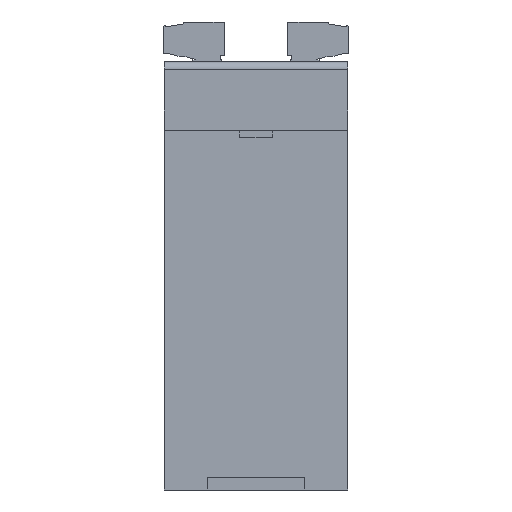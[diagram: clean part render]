
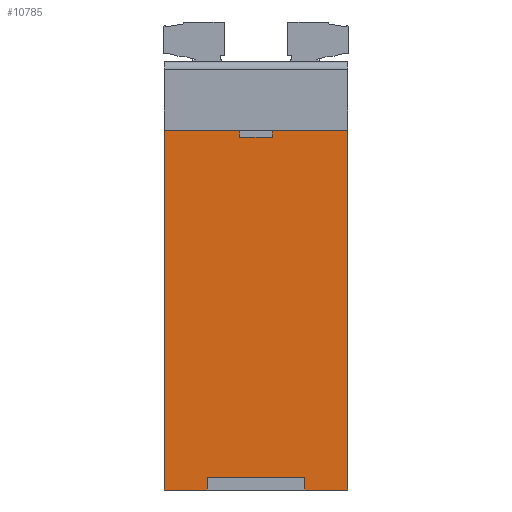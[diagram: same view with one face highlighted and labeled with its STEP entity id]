
A CAD part, left-side view. The second image highlights one B-rep face of the part: STEP entity #10785.
In plain terms, the highlighted planar face has unit normal (-1, 0, 0).
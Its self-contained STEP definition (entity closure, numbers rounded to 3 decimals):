
#300 = CARTESIAN_POINT ( 'NONE',  ( -37.5, -22.5, 0. ) ) ;
#535 = LINE ( 'NONE', #27887, #21881 ) ;
#747 = ORIENTED_EDGE ( 'NONE', *, *, #16877, .T. ) ;
#905 = CARTESIAN_POINT ( 'NONE',  ( -37.5, 22.5, 88. ) ) ;
#1334 = CARTESIAN_POINT ( 'NONE',  ( -37.5, 12., 3. ) ) ;
#1449 = EDGE_CURVE ( 'NONE', #6122, #25350, #23190, .T. ) ;
#1761 = PLANE ( 'NONE',  #9426 ) ;
#2605 = CARTESIAN_POINT ( 'NONE',  ( -37.5, 4., 86.5 ) ) ;
#2816 = DIRECTION ( 'NONE',  ( 0., -1., 0. ) ) ;
#3893 = DIRECTION ( 'NONE',  ( 0., 0., -1. ) ) ;
#3971 = CARTESIAN_POINT ( 'NONE',  ( -37.5, -22.5, 88. ) ) ;
#5017 = EDGE_CURVE ( 'NONE', #15895, #15233, #5334, .T. ) ;
#5099 = DIRECTION ( 'NONE',  ( 0., -1., 0. ) ) ;
#5334 = LINE ( 'NONE', #26147, #8782 ) ;
#6065 = CARTESIAN_POINT ( 'NONE',  ( -37.5, -22.5, 88. ) ) ;
#6122 = VERTEX_POINT ( 'NONE', #16161 ) ;
#6344 = VECTOR ( 'NONE', #3893, 1000. ) ;
#6375 = ORIENTED_EDGE ( 'NONE', *, *, #8748, .F. ) ;
#6751 = VERTEX_POINT ( 'NONE', #7068 ) ;
#7068 = CARTESIAN_POINT ( 'NONE',  ( -37.5, -4., 88. ) ) ;
#7520 = VECTOR ( 'NONE', #2816, 1000. ) ;
#7916 = ORIENTED_EDGE ( 'NONE', *, *, #10308, .F. ) ;
#8087 = ORIENTED_EDGE ( 'NONE', *, *, #13098, .T. ) ;
#8115 = LINE ( 'NONE', #26651, #19535 ) ;
#8144 = LINE ( 'NONE', #10693, #6344 ) ;
#8211 = DIRECTION ( 'NONE',  ( 0., -1., 0. ) ) ;
#8258 = ORIENTED_EDGE ( 'NONE', *, *, #17979, .F. ) ;
#8262 = DIRECTION ( 'NONE',  ( 1., 0., 0. ) ) ;
#8335 = ORIENTED_EDGE ( 'NONE', *, *, #19543, .F. ) ;
#8463 = DIRECTION ( 'NONE',  ( 0., 0., -1. ) ) ;
#8748 = EDGE_CURVE ( 'NONE', #24905, #18290, #19821, .T. ) ;
#8782 = VECTOR ( 'NONE', #8211, 1000. ) ;
#9168 = EDGE_CURVE ( 'NONE', #15895, #6122, #28660, .T. ) ;
#9285 = CARTESIAN_POINT ( 'NONE',  ( -37.5, 22.5, 0. ) ) ;
#9426 = AXIS2_PLACEMENT_3D ( 'NONE', #20017, #8262, #29104 ) ;
#9437 = ORIENTED_EDGE ( 'NONE', *, *, #1449, .F. ) ;
#9557 = DIRECTION ( 'NONE',  ( 0., -1., 0. ) ) ;
#10308 = EDGE_CURVE ( 'NONE', #25350, #19238, #535, .T. ) ;
#10693 = CARTESIAN_POINT ( 'NONE',  ( -37.5, -22.5, 0. ) ) ;
#10740 = EDGE_CURVE ( 'NONE', #18290, #24841, #8115, .T. ) ;
#10785 = ADVANCED_FACE ( 'NONE', ( #13373 ), #1761, .F. ) ;
#10936 = EDGE_CURVE ( 'NONE', #24841, #14212, #14260, .T. ) ;
#10992 = VECTOR ( 'NONE', #9557, 1000. ) ;
#11434 = CARTESIAN_POINT ( 'NONE',  ( -37.5, -22.5, 3. ) ) ;
#11516 = VECTOR ( 'NONE', #8463, 1000. ) ;
#11854 = VERTEX_POINT ( 'NONE', #9285 ) ;
#12685 = ORIENTED_EDGE ( 'NONE', *, *, #10936, .F. ) ;
#12699 = ORIENTED_EDGE ( 'NONE', *, *, #5017, .T. ) ;
#12792 = CARTESIAN_POINT ( 'NONE',  ( -37.5, -12., 0. ) ) ;
#13086 = DIRECTION ( 'NONE',  ( 0., 0., 1. ) ) ;
#13098 = EDGE_CURVE ( 'NONE', #24905, #11854, #19338, .T. ) ;
#13373 = FACE_OUTER_BOUND ( 'NONE', #14606, .T. ) ;
#13832 = ORIENTED_EDGE ( 'NONE', *, *, #10740, .F. ) ;
#14212 = VERTEX_POINT ( 'NONE', #16102 ) ;
#14260 = LINE ( 'NONE', #23458, #7520 ) ;
#14302 = LINE ( 'NONE', #25915, #15351 ) ;
#14606 = EDGE_LOOP ( 'NONE', ( #8087, #747, #7916, #9437, #26153, #12699, #24926, #8258, #8335, #12685, #13832, #6375 ) ) ;
#15233 = VERTEX_POINT ( 'NONE', #18304 ) ;
#15351 = VECTOR ( 'NONE', #27590, 1000. ) ;
#15895 = VERTEX_POINT ( 'NONE', #28824 ) ;
#16102 = CARTESIAN_POINT ( 'NONE',  ( -37.5, -4., 86.5 ) ) ;
#16161 = CARTESIAN_POINT ( 'NONE',  ( -37.5, -12., 3. ) ) ;
#16579 = LINE ( 'NONE', #25779, #22918 ) ;
#16877 = EDGE_CURVE ( 'NONE', #11854, #19238, #21007, .T. ) ;
#17979 = EDGE_CURVE ( 'NONE', #6751, #20261, #16579, .T. ) ;
#18290 = VERTEX_POINT ( 'NONE', #19748 ) ;
#18304 = CARTESIAN_POINT ( 'NONE',  ( -37.5, -22.5, 0. ) ) ;
#19238 = VERTEX_POINT ( 'NONE', #28043 ) ;
#19338 = LINE ( 'NONE', #26867, #11516 ) ;
#19535 = VECTOR ( 'NONE', #29407, 1000. ) ;
#19543 = EDGE_CURVE ( 'NONE', #14212, #6751, #14302, .T. ) ;
#19748 = CARTESIAN_POINT ( 'NONE',  ( -37.5, 4., 88. ) ) ;
#19821 = LINE ( 'NONE', #3971, #22785 ) ;
#20017 = CARTESIAN_POINT ( 'NONE',  ( -37.5, -22.5, 0. ) ) ;
#20261 = VERTEX_POINT ( 'NONE', #6065 ) ;
#20408 = VECTOR ( 'NONE', #13086, 1000. ) ;
#21007 = LINE ( 'NONE', #300, #10992 ) ;
#21881 = VECTOR ( 'NONE', #25606, 1000. ) ;
#22785 = VECTOR ( 'NONE', #29214, 1000. ) ;
#22918 = VECTOR ( 'NONE', #5099, 1000. ) ;
#23190 = LINE ( 'NONE', #11434, #28556 ) ;
#23458 = CARTESIAN_POINT ( 'NONE',  ( -37.5, -22.5, 86.5 ) ) ;
#24841 = VERTEX_POINT ( 'NONE', #2605 ) ;
#24905 = VERTEX_POINT ( 'NONE', #905 ) ;
#24926 = ORIENTED_EDGE ( 'NONE', *, *, #25344, .F. ) ;
#25344 = EDGE_CURVE ( 'NONE', #20261, #15233, #8144, .T. ) ;
#25350 = VERTEX_POINT ( 'NONE', #1334 ) ;
#25606 = DIRECTION ( 'NONE',  ( 0., 0., -1. ) ) ;
#25779 = CARTESIAN_POINT ( 'NONE',  ( -37.5, -22.5, 88. ) ) ;
#25915 = CARTESIAN_POINT ( 'NONE',  ( -37.5, -4., 0. ) ) ;
#26147 = CARTESIAN_POINT ( 'NONE',  ( -37.5, -22.5, 0. ) ) ;
#26153 = ORIENTED_EDGE ( 'NONE', *, *, #9168, .F. ) ;
#26651 = CARTESIAN_POINT ( 'NONE',  ( -37.5, 4., 0. ) ) ;
#26867 = CARTESIAN_POINT ( 'NONE',  ( -37.5, 22.5, 105. ) ) ;
#27131 = DIRECTION ( 'NONE',  ( 0., 1., 0. ) ) ;
#27590 = DIRECTION ( 'NONE',  ( 0., 0., 1. ) ) ;
#27887 = CARTESIAN_POINT ( 'NONE',  ( -37.5, 12., 0. ) ) ;
#28043 = CARTESIAN_POINT ( 'NONE',  ( -37.5, 12., 0. ) ) ;
#28556 = VECTOR ( 'NONE', #27131, 1000. ) ;
#28660 = LINE ( 'NONE', #12792, #20408 ) ;
#28824 = CARTESIAN_POINT ( 'NONE',  ( -37.5, -12., 0. ) ) ;
#29104 = DIRECTION ( 'NONE',  ( 0., 0., -1. ) ) ;
#29214 = DIRECTION ( 'NONE',  ( 0., -1., 0. ) ) ;
#29407 = DIRECTION ( 'NONE',  ( 0., 0., -1. ) ) ;
